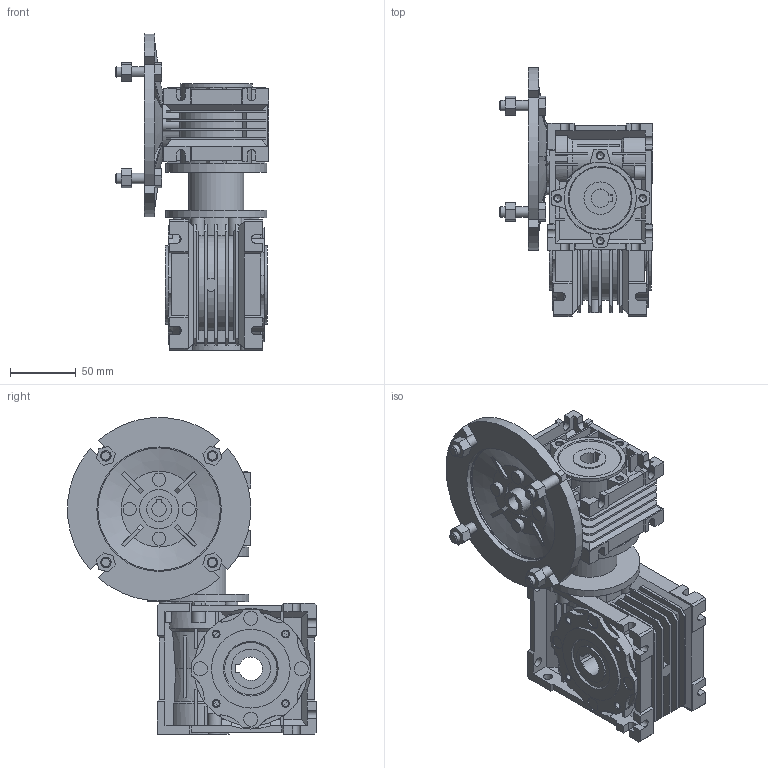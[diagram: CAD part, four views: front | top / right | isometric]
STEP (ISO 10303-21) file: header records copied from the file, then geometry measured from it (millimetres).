
FILE_DESCRIPTION(('STEP AP203'), '1');
FILE_NAME('DRV 030-040 (AS2)BS2', '', ('UNSPECIFIED'), ('UNSPECIFIED'), 'ASCON STEP Converter 1.3', 'ASCON Math Kernel', '');
FILE_SCHEMA(('CONFIG_CONTROL_DESIGN'));
Length unit declared in the file: millimetre
Products named in the file (11): 1; _VB 063-19 (19); 2; HI_Gear unit 30; HI_030-14 (63); 8; 9
Assembly tree (10 placements, depth 3):
  (unnamed)
    (unnamed)
      1
      _VB 063-19 (19)
      2
    (unnamed)
    (unnamed)
      HI_Gear unit 30
      HI_030-14 (63)
      8
      9
Bounding box: 117 x 189.77 x 241.57 mm (x, y, z)
Volume: 1126745 mm3; surface area: 317076.6 mm2
Topology: 8 solids, 15 shells, 1414 faces, 3845 edges, 2505 vertices
Faces by surface type: plane 1000, cylinder 315, cone 97, torus 2
Full cylindrical faces by diameter (mm): 4.65 x3, 4.917 x18, 5.55 x3, 7 x6, 8 x8, 10 x4, 10.8 x4, 16 x1, 19 x2, 23 x1, 24.8 x2, 28 x1, 30 x5, 33 x1, 34 x1, 35 x1, 36 x1, 37 x1, 38 x1, 40 x1, 42 x1, 44 x1, 47 x2, 55 x4, 60 x2, 75 x1, 77 x2, 93.5 x1, 95 x1
Entity records: 59320 total; most frequent: CARTESIAN_POINT 12006, ORIENTED_EDGE 7422, DIRECTION 7167, EDGE_CURVE 3711, LINE 2533, VECTOR 2533, VERTEX_POINT 2498, AXIS2_PLACEMENT_3D 2317
